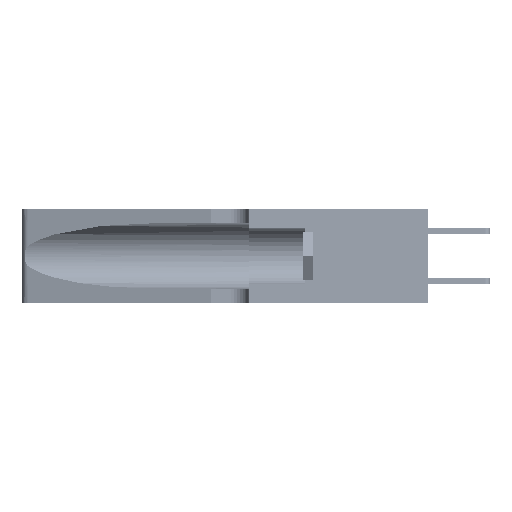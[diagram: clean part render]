
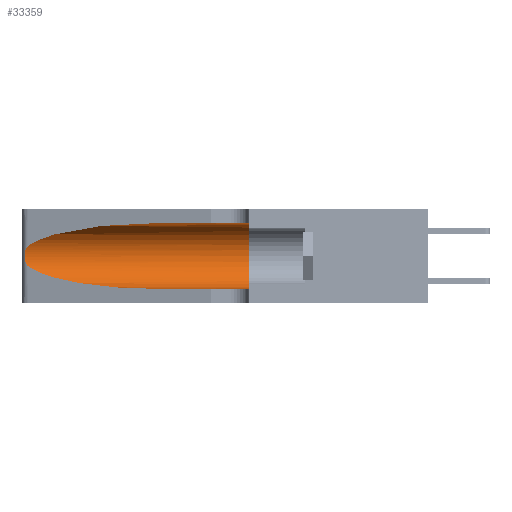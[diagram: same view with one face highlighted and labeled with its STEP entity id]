
A CAD part, left-side view. The second image highlights one B-rep face of the part: STEP entity #33359.
In plain terms, the highlighted cylindrical face has radius 3.308 mm (diameter 6.617 mm), a partial arc.
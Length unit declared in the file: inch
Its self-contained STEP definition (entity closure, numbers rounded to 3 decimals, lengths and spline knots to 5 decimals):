
#542 = CARTESIAN_POINT ( 'NONE',  ( 0.25639, 1.23184, 0.21858 ) ) ;
#1570 = CARTESIAN_POINT ( 'NONE',  ( 0.1305, 0.72297, 0.05475 ) ) ;
#1693 = DIRECTION ( 'NONE',  ( 0., -1., 0. ) ) ;
#1789 = AXIS2_PLACEMENT_3D ( 'NONE', #10287, #3920, #6764 ) ;
#3920 = DIRECTION ( 'NONE',  ( 0., -1., 0. ) ) ;
#4323 = DIRECTION ( 'NONE',  ( 0., -1., 0. ) ) ;
#5731 = CARTESIAN_POINT ( 'NONE',  ( 0.25487, 1.22718, 0.14631 ) ) ;
#6764 = DIRECTION ( 'NONE',  ( 0., 0., -1. ) ) ;
#6856 = DIRECTION ( 'NONE',  ( 0., 1., 0. ) ) ;
#7055 = CARTESIAN_POINT ( 'NONE',  ( 0.25487, 1.22718, 0.22369 ) ) ;
#7556 = CARTESIAN_POINT ( 'NONE',  ( 0.25487, 1.22718, 0.22369 ) ) ;
#7599 = CARTESIAN_POINT ( 'NONE',  ( 0.1305, 1.61858, 0.31525 ) ) ;
#8613 = ORIENTED_EDGE ( 'NONE', *, *, #40748, .T. ) ;
#10287 = CARTESIAN_POINT ( 'NONE',  ( 0.1305, 1.61858, 0.185 ) ) ;
#10594 = CARTESIAN_POINT ( 'NONE',  ( 0.25789, 1.23486, 0.15765 ) ) ;
#11097 = ORIENTED_EDGE ( 'NONE', *, *, #24027, .T. ) ;
#11565 = VERTEX_POINT ( 'NONE', #27684 ) ;
#12228 = VECTOR ( 'NONE', #1693, 39.37008 ) ;
#12480 = VERTEX_POINT ( 'NONE', #22053 ) ;
#12904 = ORIENTED_EDGE ( 'NONE', *, *, #17644, .F. ) ;
#13825 = CARTESIAN_POINT ( 'NONE',  ( 0.25555, 1.22993, 0.14849 ) ) ;
#15035 = B_SPLINE_CURVE_WITH_KNOTS ( 'NONE', 3,
 ( #7055, #32684, #542, #26618, #29876, #17190, #39570, #36032, #33094, #22963, #10594, #26197, #13825, #20270 ),
 .UNSPECIFIED., .F., .F.,
 ( 4, 2, 2, 2, 2, 2, 4 ),
 ( 0., 0.00027, 0.00053, 0.00107, 0.0016, 0.00187, 0.00214 ),
 .UNSPECIFIED. ) ;
#15671 = LINE ( 'NONE', #29553, #33216 ) ;
#15979 = EDGE_CURVE ( 'NONE', #12480, #39862, #15671, .T. ) ;
#16310 = CYLINDRICAL_SURFACE ( 'NONE', #1789, 0.13025 ) ;
#17190 = CARTESIAN_POINT ( 'NONE',  ( 0.26018, 1.23835, 0.19895 ) ) ;
#17555 = CARTESIAN_POINT ( 'NONE',  ( 0.18966, 0.96281, 0.31525 ) ) ;
#17618 = CARTESIAN_POINT ( 'NONE',  ( 0.25487, 1.22718, 0.14631 ) ) ;
#17623 = CARTESIAN_POINT ( 'NONE',  ( 0.1305, 0.35, 0.31525 ) ) ;
#17644 = EDGE_CURVE ( 'NONE', #29835, #39862, #18057, .T. ) ;
#18057 = CIRCLE ( 'NONE', #23411, 0.13025 ) ;
#18750 = CARTESIAN_POINT ( 'NONE',  ( 0.1305, 0.35, 0.05475 ) ) ;
#18836 = CARTESIAN_POINT ( 'NONE',  ( 0.1305, 0.35, 0.185 ) ) ;
#20110 =( BOUNDED_CURVE ( )  B_SPLINE_CURVE ( 3, ( #40090, #17555, #39657, #7556 ),
 .UNSPECIFIED., .F., .T. ) 
 B_SPLINE_CURVE_WITH_KNOTS ( ( 4, 4 ),
 ( 1.5708, 2.84003 ),
 .UNSPECIFIED. ) 
 CURVE ( )  GEOMETRIC_REPRESENTATION_ITEM ( )  RATIONAL_B_SPLINE_CURVE ( ( 1., 0.87, 0.87, 1. ) ) 
 REPRESENTATION_ITEM ( '' )  );
#20270 = CARTESIAN_POINT ( 'NONE',  ( 0.25487, 1.22718, 0.14631 ) ) ;
#20891 = CARTESIAN_POINT ( 'NONE',  ( 0.2373, 1.15595, 0.08982 ) ) ;
#21223 =( BOUNDED_CURVE ( )  B_SPLINE_CURVE ( 3, ( #17618, #20891, #30028, #1570 ),
 .UNSPECIFIED., .F., .F. ) 
 B_SPLINE_CURVE_WITH_KNOTS ( ( 4, 4 ),
 ( 3.44316, 4.71239 ),
 .UNSPECIFIED. ) 
 CURVE ( )  GEOMETRIC_REPRESENTATION_ITEM ( )  RATIONAL_B_SPLINE_CURVE ( ( 1., 0.87, 0.87, 1. ) ) 
 REPRESENTATION_ITEM ( '' )  );
#21393 = DIRECTION ( 'NONE',  ( 0., 0., 1. ) ) ;
#22053 = CARTESIAN_POINT ( 'NONE',  ( 0.1305, 0.72297, 0.05475 ) ) ;
#22158 = EDGE_CURVE ( 'NONE', #37413, #29835, #34892, .T. ) ;
#22963 = CARTESIAN_POINT ( 'NONE',  ( 0.25856, 1.23593, 0.16098 ) ) ;
#23411 = AXIS2_PLACEMENT_3D ( 'NONE', #18836, #6856, #21393 ) ;
#24027 = EDGE_CURVE ( 'NONE', #34360, #12480, #21223, .T. ) ;
#25398 = ORIENTED_EDGE ( 'NONE', *, *, #15979, .T. ) ;
#26197 = CARTESIAN_POINT ( 'NONE',  ( 0.25639, 1.23186, 0.15144 ) ) ;
#26618 = CARTESIAN_POINT ( 'NONE',  ( 0.25787, 1.23484, 0.2124 ) ) ;
#27684 = CARTESIAN_POINT ( 'NONE',  ( 0.25487, 1.22718, 0.22369 ) ) ;
#28817 = ORIENTED_EDGE ( 'NONE', *, *, #31931, .T. ) ;
#29553 = CARTESIAN_POINT ( 'NONE',  ( 0.1305, 1.61858, 0.05475 ) ) ;
#29835 = VERTEX_POINT ( 'NONE', #17623 ) ;
#29876 = CARTESIAN_POINT ( 'NONE',  ( 0.25854, 1.2359, 0.20912 ) ) ;
#30028 = CARTESIAN_POINT ( 'NONE',  ( 0.18966, 0.96281, 0.05475 ) ) ;
#31429 = FACE_OUTER_BOUND ( 'NONE', #32624, .T. ) ;
#31931 = EDGE_CURVE ( 'NONE', #11565, #34360, #15035, .T. ) ;
#32624 = EDGE_LOOP ( 'NONE', ( #8613, #28817, #11097, #25398, #12904, #34777 ) ) ;
#32684 = CARTESIAN_POINT ( 'NONE',  ( 0.25555, 1.22994, 0.2215 ) ) ;
#33094 = CARTESIAN_POINT ( 'NONE',  ( 0.26017, 1.23833, 0.17102 ) ) ;
#33216 = VECTOR ( 'NONE', #4323, 39.37008 ) ;
#33359 = ADVANCED_FACE ( 'NONE', ( #31429 ), #16310, .F. ) ;
#34043 = CARTESIAN_POINT ( 'NONE',  ( 0.1305, 0.72297, 0.31525 ) ) ;
#34360 = VERTEX_POINT ( 'NONE', #5731 ) ;
#34777 = ORIENTED_EDGE ( 'NONE', *, *, #22158, .F. ) ;
#34892 = LINE ( 'NONE', #7599, #12228 ) ;
#36032 = CARTESIAN_POINT ( 'NONE',  ( 0.26075, 1.23896, 0.178 ) ) ;
#37413 = VERTEX_POINT ( 'NONE', #34043 ) ;
#39570 = CARTESIAN_POINT ( 'NONE',  ( 0.26075, 1.23896, 0.19203 ) ) ;
#39657 = CARTESIAN_POINT ( 'NONE',  ( 0.2373, 1.15595, 0.28018 ) ) ;
#39862 = VERTEX_POINT ( 'NONE', #18750 ) ;
#40090 = CARTESIAN_POINT ( 'NONE',  ( 0.1305, 0.72297, 0.31525 ) ) ;
#40748 = EDGE_CURVE ( 'NONE', #37413, #11565, #20110, .T. ) ;
